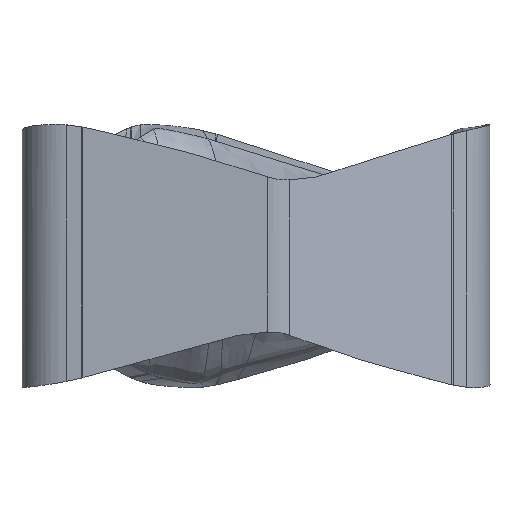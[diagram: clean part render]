
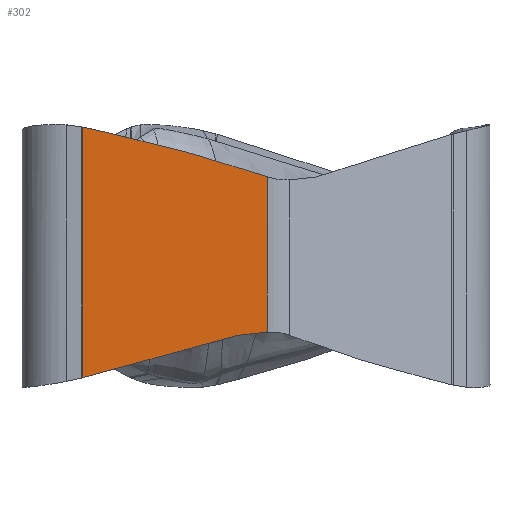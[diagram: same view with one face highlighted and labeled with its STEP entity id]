
A CAD part, front view. The second image highlights one B-rep face of the part: STEP entity #302.
In plain terms, the highlighted planar face has unit normal (-0.032, -1, 0).
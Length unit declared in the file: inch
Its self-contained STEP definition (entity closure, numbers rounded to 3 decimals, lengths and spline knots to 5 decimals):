
#302=ADVANCED_FACE('',(#479),#412,.T.);
#412=PLANE('',#2800);
#479=FACE_OUTER_BOUND('',#642,.T.);
#642=EDGE_LOOP('',(#1056,#1057,#1058,#1059,#1060,#1061,#1062));
#1056=ORIENTED_EDGE('',*,*,#1910,.T.);
#1057=ORIENTED_EDGE('',*,*,#1926,.F.);
#1058=ORIENTED_EDGE('',*,*,#1927,.F.);
#1059=ORIENTED_EDGE('',*,*,#1928,.F.);
#1060=ORIENTED_EDGE('',*,*,#1929,.F.);
#1061=ORIENTED_EDGE('',*,*,#1930,.T.);
#1062=ORIENTED_EDGE('',*,*,#1925,.F.);
#1630=VERTEX_POINT('',#9055);
#1631=VERTEX_POINT('',#9230);
#1638=VERTEX_POINT('',#10178);
#1639=VERTEX_POINT('',#10370);
#1640=VERTEX_POINT('',#10399);
#1641=VERTEX_POINT('',#10401);
#1642=VERTEX_POINT('',#10403);
#1910=EDGE_CURVE('',#1631,#1630,#2534,.T.);
#1925=EDGE_CURVE('',#1631,#1638,#2305,.T.);
#1926=EDGE_CURVE('',#1639,#1630,#2306,.T.);
#1927=EDGE_CURVE('',#1640,#1639,#2307,.T.);
#1928=EDGE_CURVE('',#1641,#1640,#2539,.T.);
#1929=EDGE_CURVE('',#1642,#1641,#2540,.T.);
#1930=EDGE_CURVE('',#1642,#1638,#2308,.T.);
#2305=B_SPLINE_CURVE_WITH_KNOTS('',3,(#10179,#10180,#10181,#10182,#10183,
#10184),.UNSPECIFIED.,.F.,.F.,(4,2,4),(0.,0.5,1.),.UNSPECIFIED.);
#2306=B_SPLINE_CURVE_WITH_KNOTS('',3,(#10333,#10334,#10335,#10336,#10337,
#10338,#10339,#10340,#10341,#10342,#10343,#10344,#10345,#10346,#10347,#10348,
#10349,#10350,#10351,#10352,#10353,#10354,#10355,#10356,#10357,#10358,#10359,
#10360,#10361,#10362,#10363,#10364,#10365,#10366,#10367,#10368,#10369),
 .UNSPECIFIED.,.F.,.F.,(4,3,3,3,3,3,3,3,3,3,3,3,4),(0.,0.51185,
0.75583,0.90964,0.96833,0.98917,
0.99615,0.99855,0.99945,0.99975,
0.99988,0.99996,1.),.UNSPECIFIED.);
#2307=B_SPLINE_CURVE_WITH_KNOTS('',3,(#10371,#10372,#10373,#10374,#10375,
#10376,#10377,#10378,#10379,#10380,#10381,#10382,#10383,#10384,#10385,#10386,
#10387,#10388,#10389,#10390,#10391,#10392,#10393,#10394,#10395,#10396,#10397,
#10398),.UNSPECIFIED.,.F.,.F.,(4,3,3,3,3,3,3,3,3,4),(0.,0.39006,
0.5851,0.63385,0.73137,0.78013,
0.82889,0.85326,0.95078,1.),.UNSPECIFIED.);
#2308=B_SPLINE_CURVE_WITH_KNOTS('',3,(#10404,#10405,#10406,#10407),
 .UNSPECIFIED.,.F.,.F.,(4,4),(0.,1.),.UNSPECIFIED.);
#2534=LINE('',#9229,#2627);
#2539=LINE('',#10400,#2632);
#2540=LINE('',#10402,#2633);
#2627=VECTOR('',#2968,1.);
#2632=VECTOR('',#2975,1.);
#2633=VECTOR('',#2976,1.);
#2800=AXIS2_PLACEMENT_3D('',#10408,#2977,#2978);
#2968=DIRECTION('',(0.,0.,1.));
#2975=DIRECTION('',(0.978,-0.031,-0.207));
#2976=DIRECTION('',(0.,0.,1.));
#2977=DIRECTION('',(-0.032,-0.999,0.));
#2978=DIRECTION('',(-0.999,0.032,0.));
#9055=CARTESIAN_POINT('',(0.04985,-0.27733,0.2051));
#9229=CARTESIAN_POINT('',(0.04985,-0.27733,-0.00398));
#9230=CARTESIAN_POINT('',(0.04985,-0.27733,-0.00398));
#10178=CARTESIAN_POINT('',(-0.19619,-0.26945,-0.06474));
#10179=CARTESIAN_POINT('',(0.04985,-0.27733,-0.00398));
#10180=CARTESIAN_POINT('',(0.00718,-0.27596,-0.00477));
#10181=CARTESIAN_POINT('',(-0.03301,-0.27467,-0.01888));
#10182=CARTESIAN_POINT('',(-0.11432,-0.27207,-0.0428));
#10183=CARTESIAN_POINT('',(-0.15516,-0.27076,-0.05413));
#10184=CARTESIAN_POINT('',(-0.19619,-0.26945,-0.06474));
#10333=CARTESIAN_POINT('',(-0.16383,-0.27049,0.26424));
#10334=CARTESIAN_POINT('',(-0.12692,-0.27167,0.25593));
#10335=CARTESIAN_POINT('',(-0.09017,-0.27284,0.24681));
#10336=CARTESIAN_POINT('',(-0.0537,-0.27401,0.23675));
#10337=CARTESIAN_POINT('',(-0.03631,-0.27457,0.23195));
#10338=CARTESIAN_POINT('',(-0.01897,-0.27512,0.22692));
#10339=CARTESIAN_POINT('',(-0.00172,-0.27568,0.22166));
#10340=CARTESIAN_POINT('',(0.00916,-0.27603,0.21834));
#10341=CARTESIAN_POINT('',(0.02001,-0.27637,0.21493));
#10342=CARTESIAN_POINT('',(0.03083,-0.27672,0.21141));
#10343=CARTESIAN_POINT('',(0.03495,-0.27685,0.21007));
#10344=CARTESIAN_POINT('',(0.03907,-0.27698,0.2087));
#10345=CARTESIAN_POINT('',(0.04319,-0.27711,0.20732));
#10346=CARTESIAN_POINT('',(0.04465,-0.27716,0.20684));
#10347=CARTESIAN_POINT('',(0.04611,-0.27721,0.20634));
#10348=CARTESIAN_POINT('',(0.04757,-0.27726,0.20585));
#10349=CARTESIAN_POINT('',(0.04806,-0.27727,0.20569));
#10350=CARTESIAN_POINT('',(0.04855,-0.27729,0.20552));
#10351=CARTESIAN_POINT('',(0.04904,-0.2773,0.20536));
#10352=CARTESIAN_POINT('',(0.04921,-0.27731,0.2053));
#10353=CARTESIAN_POINT('',(0.04938,-0.27731,0.20525));
#10354=CARTESIAN_POINT('',(0.04955,-0.27732,0.2052));
#10355=CARTESIAN_POINT('',(0.04961,-0.27732,0.20517));
#10356=CARTESIAN_POINT('',(0.04967,-0.27732,0.20514));
#10357=CARTESIAN_POINT('',(0.04974,-0.27732,0.20513));
#10358=CARTESIAN_POINT('',(0.04976,-0.27733,0.20513));
#10359=CARTESIAN_POINT('',(0.04978,-0.27733,0.20512));
#10360=CARTESIAN_POINT('',(0.0498,-0.27733,0.20512));
#10361=CARTESIAN_POINT('',(0.04981,-0.27733,0.20512));
#10362=CARTESIAN_POINT('',(0.04982,-0.27733,0.20512));
#10363=CARTESIAN_POINT('',(0.04983,-0.27733,0.20511));
#10364=CARTESIAN_POINT('',(0.04983,-0.27733,0.20511));
#10365=CARTESIAN_POINT('',(0.04984,-0.27733,0.20511));
#10366=CARTESIAN_POINT('',(0.04984,-0.27733,0.20511));
#10367=CARTESIAN_POINT('',(0.04985,-0.27733,0.2051));
#10368=CARTESIAN_POINT('',(0.04985,-0.27733,0.2051));
#10369=CARTESIAN_POINT('',(0.04985,-0.27733,0.2051));
#10370=CARTESIAN_POINT('',(-0.16383,-0.27049,0.26424));
#10371=CARTESIAN_POINT('',(-0.19698,-0.26942,0.27147));
#10372=CARTESIAN_POINT('',(-0.19266,-0.26956,0.27056));
#10373=CARTESIAN_POINT('',(-0.18835,-0.2697,0.26963));
#10374=CARTESIAN_POINT('',(-0.18404,-0.26984,0.2687));
#10375=CARTESIAN_POINT('',(-0.18188,-0.26991,0.26823));
#10376=CARTESIAN_POINT('',(-0.17973,-0.26998,0.26776));
#10377=CARTESIAN_POINT('',(-0.17757,-0.27005,0.26729));
#10378=CARTESIAN_POINT('',(-0.17703,-0.27006,0.26717));
#10379=CARTESIAN_POINT('',(-0.1765,-0.27008,0.26705));
#10380=CARTESIAN_POINT('',(-0.17596,-0.2701,0.26693));
#10381=CARTESIAN_POINT('',(-0.17488,-0.27013,0.2667));
#10382=CARTESIAN_POINT('',(-0.1738,-0.27017,0.26646));
#10383=CARTESIAN_POINT('',(-0.17273,-0.2702,0.26622));
#10384=CARTESIAN_POINT('',(-0.17219,-0.27022,0.2661));
#10385=CARTESIAN_POINT('',(-0.17165,-0.27024,0.26598));
#10386=CARTESIAN_POINT('',(-0.17111,-0.27025,0.26586));
#10387=CARTESIAN_POINT('',(-0.17057,-0.27027,0.26574));
#10388=CARTESIAN_POINT('',(-0.17004,-0.27029,0.26562));
#10389=CARTESIAN_POINT('',(-0.1695,-0.2703,0.2655));
#10390=CARTESIAN_POINT('',(-0.16923,-0.27031,0.26544));
#10391=CARTESIAN_POINT('',(-0.16896,-0.27032,0.26538));
#10392=CARTESIAN_POINT('',(-0.16869,-0.27033,0.26532));
#10393=CARTESIAN_POINT('',(-0.16761,-0.27036,0.26508));
#10394=CARTESIAN_POINT('',(-0.16654,-0.2704,0.26484));
#10395=CARTESIAN_POINT('',(-0.16546,-0.27043,0.2646));
#10396=CARTESIAN_POINT('',(-0.16492,-0.27045,0.26448));
#10397=CARTESIAN_POINT('',(-0.16438,-0.27047,0.26436));
#10398=CARTESIAN_POINT('',(-0.16383,-0.27049,0.26424));
#10399=CARTESIAN_POINT('',(-0.19698,-0.26942,0.27147));
#10400=CARTESIAN_POINT('',(-0.19844,-0.26938,0.27178));
#10401=CARTESIAN_POINT('',(-0.19844,-0.26938,0.27178));
#10402=CARTESIAN_POINT('',(-0.19844,-0.26938,-0.06532));
#10403=CARTESIAN_POINT('',(-0.19844,-0.26938,-0.06532));
#10404=CARTESIAN_POINT('',(-0.19844,-0.26938,-0.06532));
#10405=CARTESIAN_POINT('',(-0.19769,-0.2694,-0.06513));
#10406=CARTESIAN_POINT('',(-0.19694,-0.26943,-0.06493));
#10407=CARTESIAN_POINT('',(-0.19619,-0.26945,-0.06474));
#10408=CARTESIAN_POINT('',(-0.19947,-0.26934,-0.29736));
